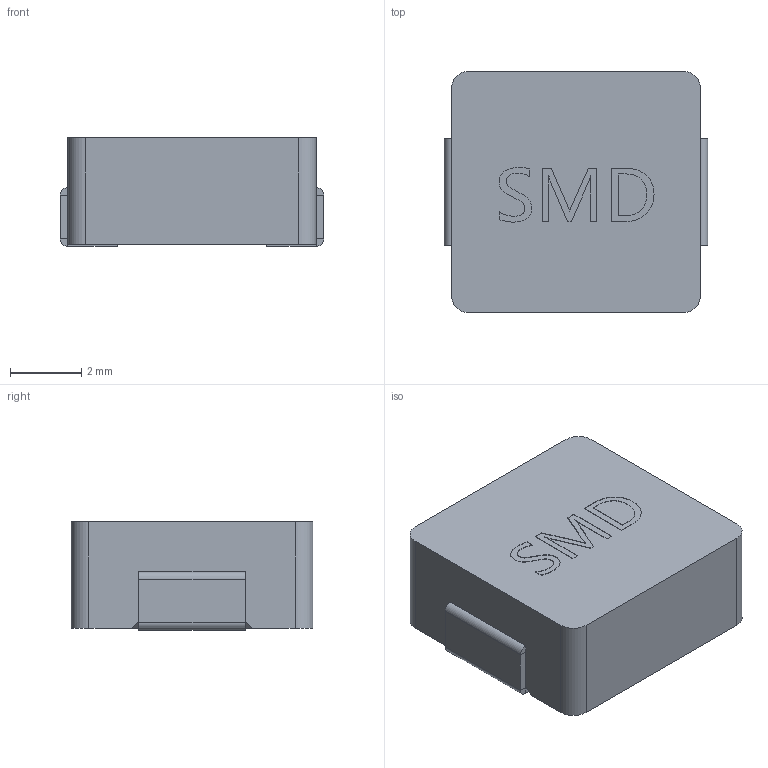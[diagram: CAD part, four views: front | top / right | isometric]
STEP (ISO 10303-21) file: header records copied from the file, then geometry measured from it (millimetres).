
FILE_DESCRIPTION (( 'STEP AP214' ), '1' );
FILE_NAME ('IND-SMD_L7.3-W6.8-H3.0.step', '2022-07-09T00:50:26', ( '' ), ( '' ), 'SwSTEP 2.0', 'SolidWorks 2020', '' );
FILE_SCHEMA (( 'AUTOMOTIVE_DESIGN' ));
Length unit declared in the file: millimetre
Products named in the file (1): IND-SMD_L7.3-W6.8-H3.0
Bounding box: 7.42 x 6.8 x 3.05 mm (x, y, z)
Volume: 143.8 mm3; surface area: 213.4 mm2
Topology: 1 solids, 1 shells, 385 faces, 1029 edges, 678 vertices
Faces by surface type: plane 239, bspline 134, cylinder 12
Entity records: 18400 total; most frequent: CARTESIAN_POINT 5435, ORIENTED_EDGE 2058, DIRECTION 1285, EDGE_CURVE 1029, LINE 733, VECTOR 733, VERTEX_POINT 678, EDGE_LOOP 417
